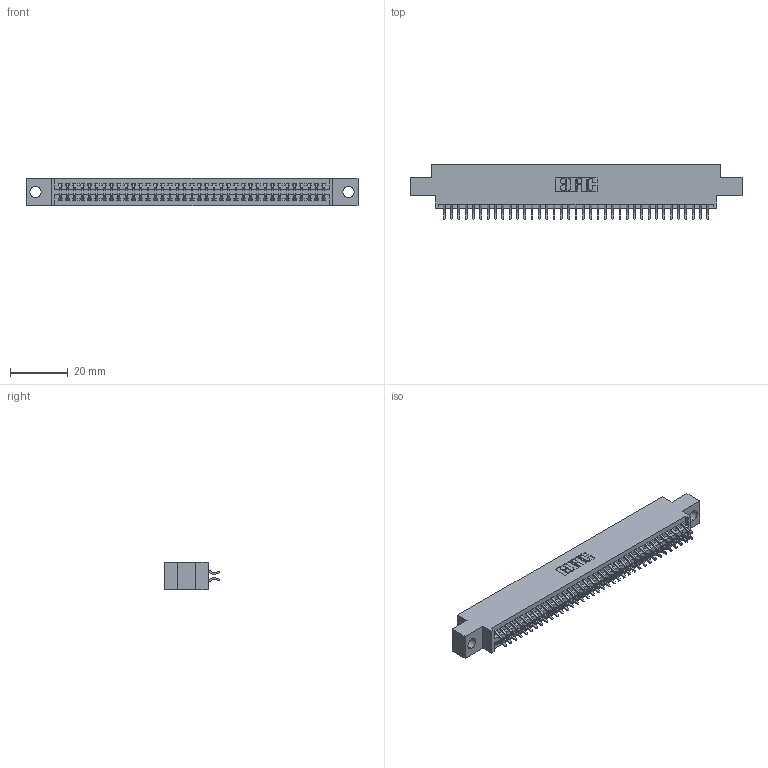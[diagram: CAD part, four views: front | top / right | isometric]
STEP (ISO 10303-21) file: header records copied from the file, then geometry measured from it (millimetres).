
FILE_DESCRIPTION (( 'STEP AP203' ), '1' );
FILE_NAME ('345-074-556-804.STEP', '2018-10-02T13:42:26', ( '' ), ( '' ), 'SwSTEP 2.0', 'SolidWorks 2016', '' );
FILE_SCHEMA (( 'CONFIG_CONTROL_DESIGN' ));
Length unit declared in the file: inch
Products named in the file (3): 345-292-001_556 Tail; 345 Part_0.170 Offset - 0.156 Dia-TH; 345-074-556-804
Assembly tree (75 placements, depth 2):
  345-074-556-804
    345 Part_0.170 Offset - 0.156 Dia-TH
    345-292-001_556 Tail  x74
Bounding box: 115.19 x 19.24 x 9.4 mm (x, y, z)
Volume: 10939 mm3; surface area: 15966.7 mm2
Topology: 75 solids, 75 shells, 4274 faces, 12711 edges, 8374 vertices
Faces by surface type: plane 2822, cylinder 1452
Entity records: 30059 total; most frequent: CARTESIAN_POINT 5060, ORIENTED_EDGE 4982, DIRECTION 4455, EDGE_CURVE 2491, VECTOR 2203, LINE 2203, VERTEX_POINT 1658, AXIS2_PLACEMENT_3D 1126
